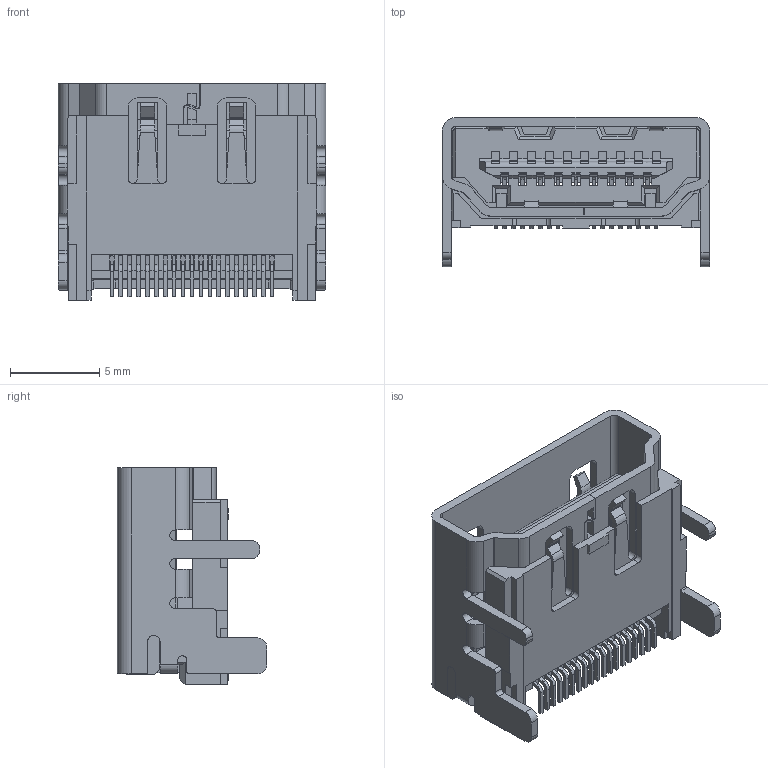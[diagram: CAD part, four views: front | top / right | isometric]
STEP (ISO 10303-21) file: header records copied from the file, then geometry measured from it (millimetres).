
FILE_DESCRIPTION(('STEP AP214'),'1');
FILE_NAME('47151-1001.stp','2020-06-09T15:54:55',('TraceParts'),('TraceParts S.A.'),'Spatial InterOp 3D',' ',' ');
FILE_SCHEMA(('AUTOMOTIVE_DESIGN { 1 0 10303 214 1 1 1 1 }'));
Length unit declared in the file: millimetre
Products named in the file (1): 47151-1001_1
Bounding box: 15 x 8.38 x 12.15 mm (x, y, z)
Volume: 500 mm3; surface area: 1677.1 mm2
Topology: 1 solids, 1 shells, 1207 faces, 3694 edges, 2544 vertices
Faces by surface type: plane 965, cylinder 242
Entity records: 40862 total; most frequent: CARTESIAN_POINT 7365, ORIENTED_EDGE 7172, DIRECTION 6598, EDGE_CURVE 3586, LINE 3144, VECTOR 3144, VERTEX_POINT 2328, AXIS2_PLACEMENT_3D 1727
